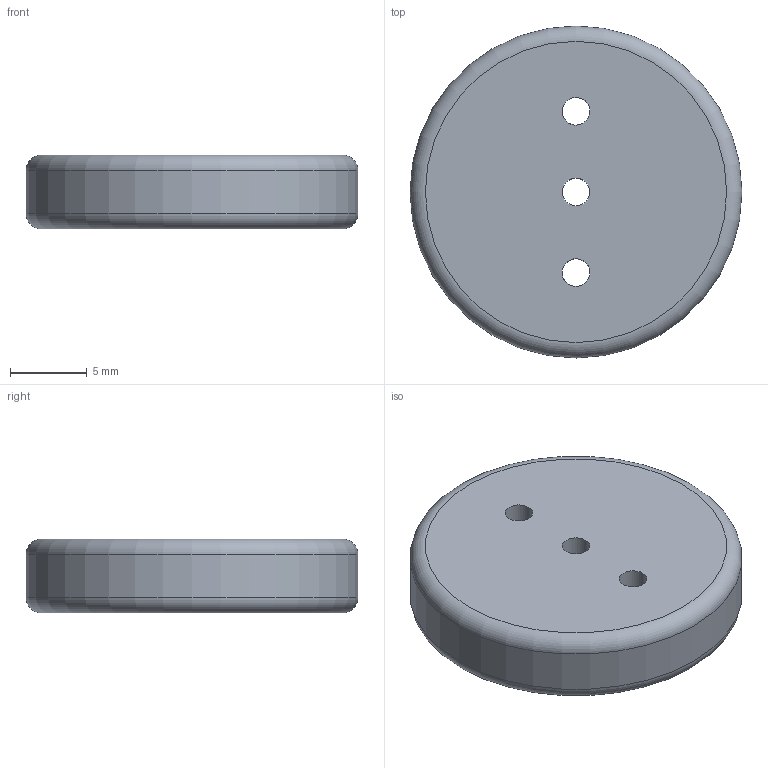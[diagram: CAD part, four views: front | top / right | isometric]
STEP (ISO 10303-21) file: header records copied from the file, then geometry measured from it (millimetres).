
FILE_DESCRIPTION(('HOOPS Exchange Step'),'2;1');
FILE_NAME('temp_export','2024-01-27T22:48:35+19:00',('jscotto'),('Shapr3D Limited'),'HOOPS Exchange 2023.2','Shapr3D','Authorized');
FILE_SCHEMA( ('AUTOMOTIVE_DESIGN { 1 0 10303 214 1 1 1 1 }') );
Length unit declared in the file: millimetre
Products named in the file (1): root
Bounding box: 21.6 x 21.6 x 4.8 mm (x, y, z)
Volume: 1693.7 mm3; surface area: 1065.6 mm2
Topology: 1 solids, 1 shells, 8 faces, 18 edges, 12 vertices
Faces by surface type: bspline 2, plane 2, cylinder 2, torus 2
Full cylindrical faces by diameter (mm): 1.8 x1, 21.6 x1
Entity records: 1016 total; most frequent: CARTESIAN_POINT 805, DIRECTION 36, ORIENTED_EDGE 36, EDGE_CURVE 18, AXIS2_PLACEMENT_3D 17, EDGE_LOOP 14, FACE_BOUND 14, VERTEX_POINT 12
